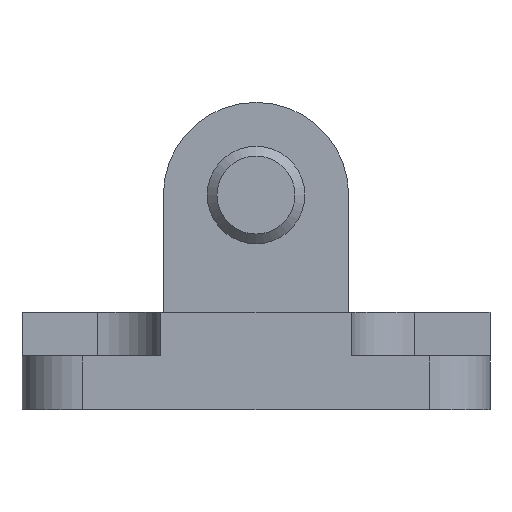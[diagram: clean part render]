
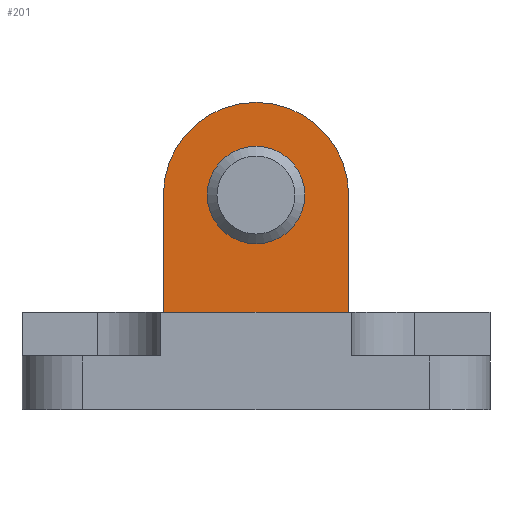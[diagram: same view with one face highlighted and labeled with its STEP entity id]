
A CAD part, left-side view. The second image highlights one B-rep face of the part: STEP entity #201.
In plain terms, the highlighted planar face has unit normal (-1, 0, 0).
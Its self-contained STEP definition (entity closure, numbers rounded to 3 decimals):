
#201 = ADVANCED_FACE( '', ( #398, #399 ), #400, .F. );
#398 = FACE_BOUND( '', #584, .T. );
#399 = FACE_OUTER_BOUND( '', #585, .T. );
#400 = PLANE( '', #586 );
#584 = EDGE_LOOP( '', ( #987 ) );
#585 = EDGE_LOOP( '', ( #988, #989, #990, #991 ) );
#586 = AXIS2_PLACEMENT_3D( '', #992, #993, #994 );
#987 = ORIENTED_EDGE( '', *, *, #1105, .T. );
#988 = ORIENTED_EDGE( '', *, *, #1177, .F. );
#989 = ORIENTED_EDGE( '', *, *, #1144, .F. );
#990 = ORIENTED_EDGE( '', *, *, #1102, .F. );
#991 = ORIENTED_EDGE( '', *, *, #1182, .F. );
#992 = CARTESIAN_POINT( '', ( -22.5, 0., 22. ) );
#993 = DIRECTION( '', ( 1., 0., 0. ) );
#994 = DIRECTION( '', ( 0., 0., -1. ) );
#1102 = EDGE_CURVE( '', #1312, #1314, #1315, .T. );
#1105 = EDGE_CURVE( '', #1318, #1318, #1319, .T. );
#1144 = EDGE_CURVE( '', #1314, #1376, #1379, .T. );
#1177 = EDGE_CURVE( '', #1376, #1419, #1420, .T. );
#1182 = EDGE_CURVE( '', #1419, #1312, #1425, .T. );
#1312 = VERTEX_POINT( '', #1593 );
#1314 = VERTEX_POINT( '', #1596 );
#1315 = LINE( '', #1597, #1598 );
#1318 = VERTEX_POINT( '', #1602 );
#1319 = CIRCLE( '', #1603, 5. );
#1376 = VERTEX_POINT( '', #1675 );
#1379 = LINE( '', #1680, #1681 );
#1419 = VERTEX_POINT( '', #1738 );
#1420 = LINE( '', #1739, #1740 );
#1425 = CIRCLE( '', #1746, 9.5 );
#1593 = CARTESIAN_POINT( '', ( -22.5, -9.5, 22. ) );
#1596 = CARTESIAN_POINT( '', ( -22.5, -9.5, 10. ) );
#1597 = CARTESIAN_POINT( '', ( -22.5, -9.5, 22. ) );
#1598 = VECTOR( '', #1856, 1000. );
#1602 = CARTESIAN_POINT( '', ( -22.5, 0., 17. ) );
#1603 = AXIS2_PLACEMENT_3D( '', #1858, #1859, #1860 );
#1675 = CARTESIAN_POINT( '', ( -22.5, 9.5, 10. ) );
#1680 = CARTESIAN_POINT( '', ( -22.5, -9.5, 10. ) );
#1681 = VECTOR( '', #1908, 1000. );
#1738 = CARTESIAN_POINT( '', ( -22.5, 9.5, 22. ) );
#1739 = CARTESIAN_POINT( '', ( -22.5, 9.5, 10. ) );
#1740 = VECTOR( '', #1935, 1000. );
#1746 = AXIS2_PLACEMENT_3D( '', #1940, #1941, #1942 );
#1856 = DIRECTION( '', ( 0., 0., -1. ) );
#1858 = CARTESIAN_POINT( '', ( -22.5, 0., 22. ) );
#1859 = DIRECTION( '', ( 1., 0., 0. ) );
#1860 = DIRECTION( '', ( 0., 0., -1. ) );
#1908 = DIRECTION( '', ( 0., 1., 0. ) );
#1935 = DIRECTION( '', ( 0., 0., 1. ) );
#1940 = CARTESIAN_POINT( '', ( -22.5, 0., 22. ) );
#1941 = DIRECTION( '', ( 1., 0., 0. ) );
#1942 = DIRECTION( '', ( 0., 0., -1. ) );
